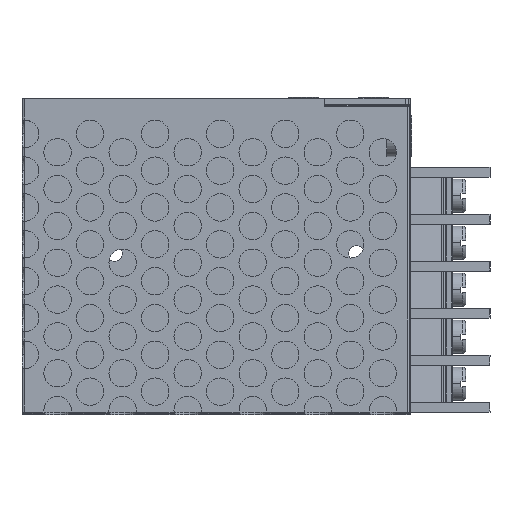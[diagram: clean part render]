
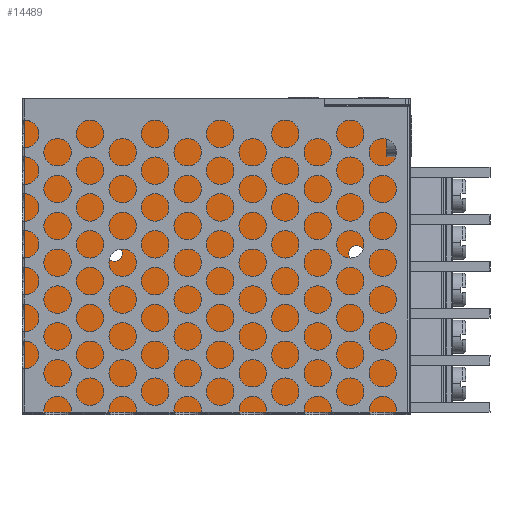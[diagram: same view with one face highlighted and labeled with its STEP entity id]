
A CAD part, top view. The second image highlights one B-rep face of the part: STEP entity #14489.
In plain terms, the highlighted planar face has unit normal (0, 0, 1).
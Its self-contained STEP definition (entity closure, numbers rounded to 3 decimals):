
#6153 = VERTEX_POINT( '', #16236 );
#7103 = EDGE_CURVE( '', #6153, #14299, #17316, .T. );
#7861 = EDGE_CURVE( '', #11157, #9091, #18229, .T. );
#8169 = EDGE_CURVE( '', #14617, #13913, #18562, .T. );
#9091 = VERTEX_POINT( '', #19635 );
#10821 = EDGE_CURVE( '', #14869, #9091, #21514, .T. );
#11157 = VERTEX_POINT( '', #21882 );
#11469 = EDGE_CURVE( '', #13913, #14617, #22224, .T. );
#12159 = EDGE_CURVE( '', #14299, #6153, #22982, .T. );
#12887 = VERTEX_POINT( '', #23777 );
#12997 = EDGE_CURVE( '', #12887, #14869, #23895, .T. );
#13025 = EDGE_CURVE( '', #12887, #11157, #23924, .T. );
#13913 = VERTEX_POINT( '', #24939 );
#14299 = VERTEX_POINT( '', #25364 );
#14489 = ADVANCED_FACE( '', ( #25580, #25581, #25582 ), #25583, .T. );
#14617 = VERTEX_POINT( '', #25722 );
#14869 = VERTEX_POINT( '', #25993 );
#16236 = CARTESIAN_POINT( '', ( -1.986, 0.199, 0.04 ) );
#17316 = CIRCLE( '', #29596, 0.05 );
#18229 = LINE( '', #30847, #30848 );
#18562 = CIRCLE( '', #31303, 0.05 );
#19635 = CARTESIAN_POINT( '', ( -0.05, -0.814, 0.04 ) );
#21514 = LINE( '', #35682, #35683 );
#21882 = CARTESIAN_POINT( '', ( -2.512, -0.814, 0.04 ) );
#22224 = CIRCLE( '', #36726, 0.05 );
#22982 = CIRCLE( '', #37873, 0.05 );
#23777 = CARTESIAN_POINT( '', ( -2.512, 1.149, 0.04 ) );
#23895 = LINE( '', #39234, #39235 );
#23924 = LINE( '', #39287, #39288 );
#24939 = CARTESIAN_POINT( '', ( -0.442, 0.199, 0.04 ) );
#25364 = CARTESIAN_POINT( '', ( -1.886, 0.199, 0.04 ) );
#25580 = FACE_BOUND( '', #41617, .T. );
#25581 = FACE_BOUND( '', #41618, .T. );
#25582 = FACE_OUTER_BOUND( '', #41619, .T. );
#25583 = PLANE( '', #41620 );
#25722 = CARTESIAN_POINT( '', ( -0.342, 0.199, 0.04 ) );
#25993 = CARTESIAN_POINT( '', ( -0.05, 1.149, 0.04 ) );
#29596 = AXIS2_PLACEMENT_3D( '', #45149, #45150, #45151 );
#30847 = CARTESIAN_POINT( '', ( -1.9, -0.814, 0.04 ) );
#30848 = VECTOR( '', #46301, 1. );
#31303 = AXIS2_PLACEMENT_3D( '', #46648, #46649, #46650 );
#35682 = CARTESIAN_POINT( '', ( -0.05, 1.189, 0.04 ) );
#35683 = VECTOR( '', #50149, 1. );
#36726 = AXIS2_PLACEMENT_3D( '', #50940, #50941, #50942 );
#37873 = AXIS2_PLACEMENT_3D( '', #51794, #51795, #51796 );
#39234 = CARTESIAN_POINT( '', ( -0.669, 1.149, 0.04 ) );
#39235 = VECTOR( '', #52772, 1. );
#39287 = CARTESIAN_POINT( '', ( -2.512, 0.684, 0.04 ) );
#39288 = VECTOR( '', #52795, 1. );
#41617 = EDGE_LOOP( '', ( #54806, #54807 ) );
#41618 = EDGE_LOOP( '', ( #54808, #54809 ) );
#41619 = EDGE_LOOP( '', ( #54810, #54811, #54812, #54813 ) );
#41620 = AXIS2_PLACEMENT_3D( '', #54814, #54815, #54816 );
#45149 = CARTESIAN_POINT( '', ( -1.936, 0.199, 0.04 ) );
#45150 = DIRECTION( '', ( 0., 0., -1. ) );
#45151 = DIRECTION( '', ( 1., 0., 0. ) );
#46301 = DIRECTION( '', ( 1., 0., 0. ) );
#46648 = CARTESIAN_POINT( '', ( -0.392, 0.199, 0.04 ) );
#46649 = DIRECTION( '', ( 0., 0., -1. ) );
#46650 = DIRECTION( '', ( 1., 0., 0. ) );
#50149 = DIRECTION( '', ( 0., -1., 0. ) );
#50940 = CARTESIAN_POINT( '', ( -0.392, 0.199, 0.04 ) );
#50941 = DIRECTION( '', ( 0., 0., -1. ) );
#50942 = DIRECTION( '', ( 1., 0., 0. ) );
#51794 = CARTESIAN_POINT( '', ( -1.936, 0.199, 0.04 ) );
#51795 = DIRECTION( '', ( 0., 0., -1. ) );
#51796 = DIRECTION( '', ( 1., 0., 0. ) );
#52772 = DIRECTION( '', ( 1., 0., 0. ) );
#52795 = DIRECTION( '', ( 0., -1., 0. ) );
#54806 = ORIENTED_EDGE( '', *, *, #11469, .T. );
#54807 = ORIENTED_EDGE( '', *, *, #8169, .T. );
#54808 = ORIENTED_EDGE( '', *, *, #7103, .T. );
#54809 = ORIENTED_EDGE( '', *, *, #12159, .T. );
#54810 = ORIENTED_EDGE( '', *, *, #7861, .T. );
#54811 = ORIENTED_EDGE( '', *, *, #10821, .F. );
#54812 = ORIENTED_EDGE( '', *, *, #12997, .F. );
#54813 = ORIENTED_EDGE( '', *, *, #13025, .T. );
#54814 = CARTESIAN_POINT( '', ( -1.289, 0.18, 0.04 ) );
#54815 = DIRECTION( '', ( 0., 0., 1. ) );
#54816 = DIRECTION( '', ( 1., 0., 0. ) );
